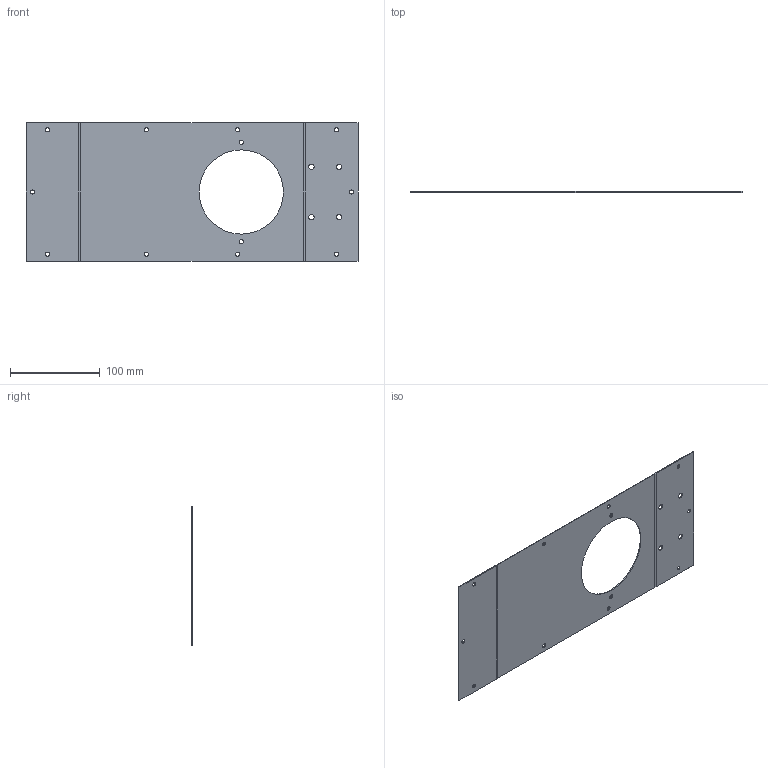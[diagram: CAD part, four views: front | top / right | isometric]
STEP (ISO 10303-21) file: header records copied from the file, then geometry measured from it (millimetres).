
FILE_DESCRIPTION(/* description */ (''),/* implementation_level */ '2;1');
FILE_NAME(/* name */ 'Box top_extended.stp',/* time_stamp */ '2020-08-22T12:40:05-04:00',/* author */ ('ignac'),/* organization */ (''),/* preprocessor_version */ 'ST-DEVELOPER v18',/* originating_system */ 'Autodesk Inventor 2020',/* authorisation */ '');
FILE_SCHEMA (('AUTOMOTIVE_DESIGN { 1 0 10303 214 3 1 1 }'));
Length unit declared in the file: millimetre
Products named in the file (1): Box top_v7_extended
Bounding box: 370.52 x 1 x 155 mm (x, y, z)
Volume: 50187.5 mm3; surface area: 101966.4 mm2
Topology: 1 solids, 1 shells, 39 faces, 113 edges, 76 vertices
Faces by surface type: plane 22, cylinder 17
Full cylindrical faces by diameter (mm): 4.5 x12, 6 x4, 94 x1
Entity records: 1424 total; most frequent: DIRECTION 245, CARTESIAN_POINT 229, ORIENTED_EDGE 226, EDGE_CURVE 113, AXIS2_PLACEMENT_3D 92, VERTEX_POINT 76, EDGE_LOOP 73, LINE 61
